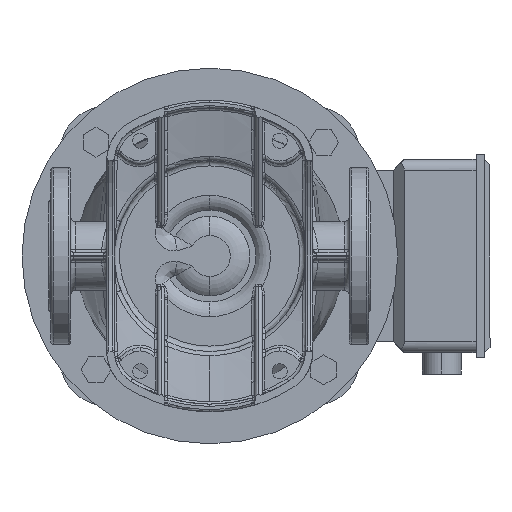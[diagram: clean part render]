
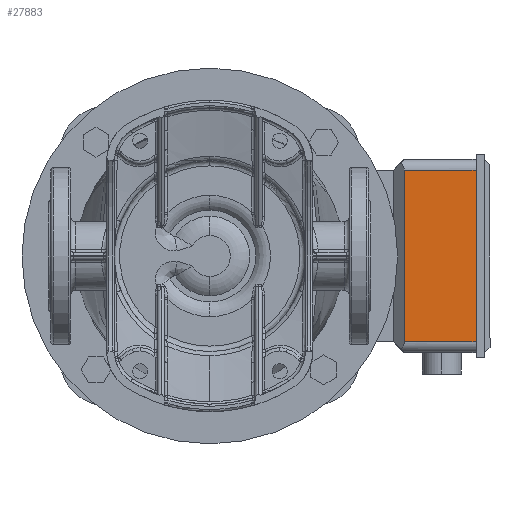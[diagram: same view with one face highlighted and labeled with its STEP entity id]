
A CAD part, front view. The second image highlights one B-rep face of the part: STEP entity #27883.
In plain terms, the highlighted face is planar.
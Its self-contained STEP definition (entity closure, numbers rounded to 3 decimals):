
#5589 = LINE ( 'NONE', #64681, #64948 ) ;
#7864 = DIRECTION ( 'NONE',  ( 1., 0., 0. ) ) ;
#13628 = PLANE ( 'NONE',  #55624 ) ;
#19145 = VERTEX_POINT ( 'NONE', #63603 ) ;
#19204 = DIRECTION ( 'NONE',  ( 0., 1., 0. ) ) ;
#22304 = CARTESIAN_POINT ( 'NONE',  ( -90., 248., -176. ) ) ;
#25787 = CARTESIAN_POINT ( 'NONE',  ( 80., 181., -176. ) ) ;
#26440 = EDGE_CURVE ( 'NONE', #19145, #28223, #45341, .T. ) ;
#27883 = ADVANCED_FACE ( 'NONE', ( #72327 ), #13628, .T. ) ;
#28223 = VERTEX_POINT ( 'NONE', #44698 ) ;
#29013 = DIRECTION ( 'NONE',  ( 1., 0., 0. ) ) ;
#36103 = CARTESIAN_POINT ( 'NONE',  ( -80., -526.427, -176. ) ) ;
#36583 = ORIENTED_EDGE ( 'NONE', *, *, #26440, .F. ) ;
#37200 = VERTEX_POINT ( 'NONE', #25787 ) ;
#38841 = EDGE_LOOP ( 'NONE', ( #36583, #47332, #65762, #56318 ) ) ;
#41283 = VERTEX_POINT ( 'NONE', #56158 ) ;
#42065 = DIRECTION ( 'NONE',  ( 0., 0., 1. ) ) ;
#43015 = LINE ( 'NONE', #66402, #62099 ) ;
#44698 = CARTESIAN_POINT ( 'NONE',  ( 80., 248., -176. ) ) ;
#45341 = LINE ( 'NONE', #22304, #70163 ) ;
#46497 = LINE ( 'NONE', #36103, #55200 ) ;
#47332 = ORIENTED_EDGE ( 'NONE', *, *, #70835, .T. ) ;
#53025 = DIRECTION ( 'NONE',  ( 0., -1., 0. ) ) ;
#54777 = EDGE_CURVE ( 'NONE', #41283, #37200, #5589, .T. ) ;
#55200 = VECTOR ( 'NONE', #53025, 1000. ) ;
#55624 = AXIS2_PLACEMENT_3D ( 'NONE', #71196, #42065, #7864 ) ;
#56158 = CARTESIAN_POINT ( 'NONE',  ( -80., 181., -176. ) ) ;
#56318 = ORIENTED_EDGE ( 'NONE', *, *, #60718, .T. ) ;
#56847 = DIRECTION ( 'NONE',  ( 1., 0., 0. ) ) ;
#60718 = EDGE_CURVE ( 'NONE', #37200, #28223, #43015, .T. ) ;
#62099 = VECTOR ( 'NONE', #19204, 1000. ) ;
#63603 = CARTESIAN_POINT ( 'NONE',  ( -80., 248., -176. ) ) ;
#64681 = CARTESIAN_POINT ( 'NONE',  ( -90., 181., -176. ) ) ;
#64948 = VECTOR ( 'NONE', #29013, 1000. ) ;
#65762 = ORIENTED_EDGE ( 'NONE', *, *, #54777, .T. ) ;
#66402 = CARTESIAN_POINT ( 'NONE',  ( 80., -526.427, -176. ) ) ;
#70163 = VECTOR ( 'NONE', #56847, 1000. ) ;
#70835 = EDGE_CURVE ( 'NONE', #19145, #41283, #46497, .T. ) ;
#71196 = CARTESIAN_POINT ( 'NONE',  ( -90., -526.427, -176. ) ) ;
#72327 = FACE_OUTER_BOUND ( 'NONE', #38841, .T. ) ;
